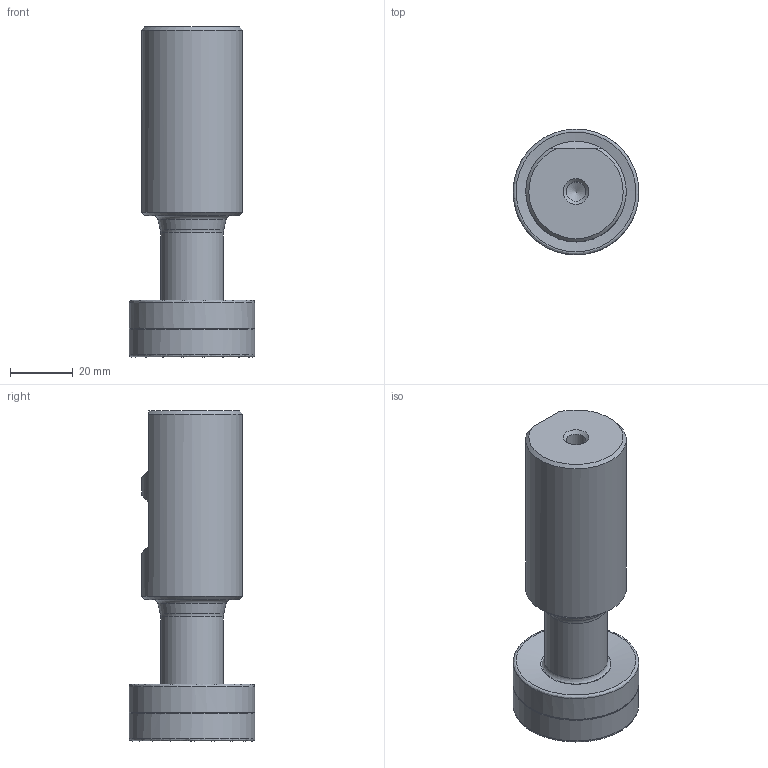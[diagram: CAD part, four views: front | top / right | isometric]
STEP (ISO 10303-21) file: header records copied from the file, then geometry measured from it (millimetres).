
FILE_DESCRIPTION(/* description */ (''),/* implementation_level */ '2;1');
FILE_NAME(/* name */ '40F2R046B32-SCC09-C_115009844ndi000_00-SIM.stp',/* time_stamp */ '2019-12-18T07:57:05+01:00',/* author */ (''),/* organization */ (''),/* preprocessor_version */ 'ST-DEVELOPER v16.7',/* originating_system */ 'SIEMENS PLM Software NX 12.0',/* authorisation */ '');
FILE_SCHEMA (('AUTOMOTIVE_DESIGN { 1 0 10303 214 3 1 1 1 }'));
Length unit declared in the file: millimetre
Products named in the file (1): hm153548D27Bnbh8
Bounding box: 40.01 x 40.01 x 105.01 mm (x, y, z)
Volume: 86245.7 mm3; surface area: 19855 mm2
Topology: 2 solids, 2 shells, 38 faces, 93 edges, 59 vertices
Faces by surface type: revolution 16, plane 8, cone 7, cylinder 4, torus 3
Full cylindrical faces by diameter (mm): 6.2 x1, 20 x1, 32 x1, 38.6 x1
Entity records: 909 total; most frequent: DIRECTION 164, CARTESIAN_POINT 147, ORIENTED_EDGE 90, EDGE_LOOP 69, AXIS2_PLACEMENT_3D 66, FACE_BOUND 63, EDGE_CURVE 45, VERTEX_POINT 41
